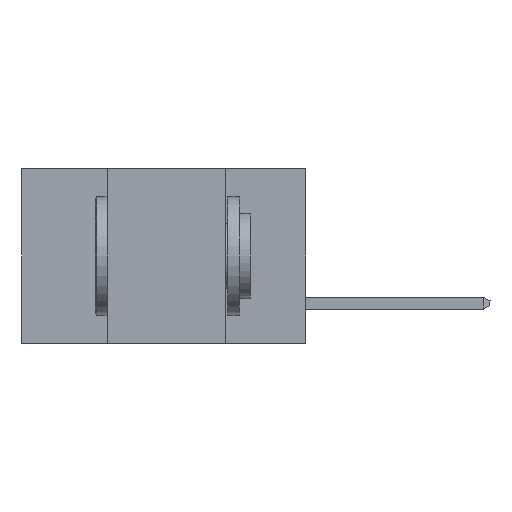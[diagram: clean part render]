
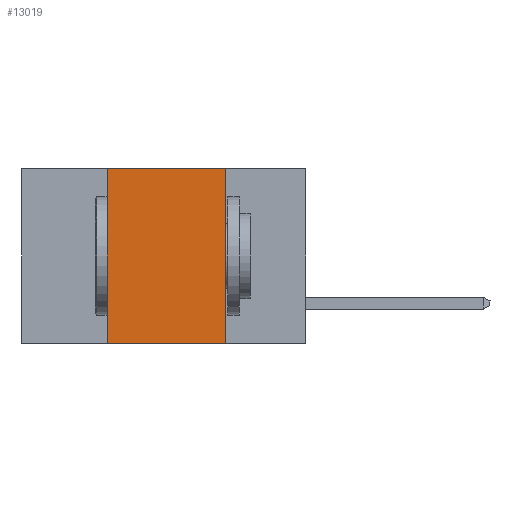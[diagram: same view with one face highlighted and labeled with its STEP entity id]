
A CAD part, left-side view. The second image highlights one B-rep face of the part: STEP entity #13019.
In plain terms, the highlighted planar face has unit normal (-1, 0, 0).
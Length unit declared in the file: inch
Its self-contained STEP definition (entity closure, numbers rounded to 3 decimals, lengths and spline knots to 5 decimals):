
#20 = VECTOR ( 'NONE', #10672, 39.37008 ) ;
#278 = VERTEX_POINT ( 'NONE', #18268 ) ;
#351 = ORIENTED_EDGE ( 'NONE', *, *, #15869, .F. ) ;
#2087 = AXIS2_PLACEMENT_3D ( 'NONE', #4082, #17787, #10326 ) ;
#2330 = PLANE ( 'NONE',  #2087 ) ;
#2979 = VERTEX_POINT ( 'NONE', #19821 ) ;
#3172 = LINE ( 'NONE', #9508, #13522 ) ;
#3352 = VECTOR ( 'NONE', #6019, 39.37008 ) ;
#3502 = ORIENTED_EDGE ( 'NONE', *, *, #12869, .T. ) ;
#4082 = CARTESIAN_POINT ( 'NONE',  ( 0., 0.6, 0. ) ) ;
#4508 = DIRECTION ( 'NONE',  ( 0., 0., -1. ) ) ;
#5807 = VERTEX_POINT ( 'NONE', #10036 ) ;
#5965 = EDGE_CURVE ( 'NONE', #2979, #5807, #6043, .T. ) ;
#6019 = DIRECTION ( 'NONE',  ( 0., 0., 1. ) ) ;
#6043 = LINE ( 'NONE', #19855, #9140 ) ;
#7915 = VERTEX_POINT ( 'NONE', #9681 ) ;
#8380 = FACE_OUTER_BOUND ( 'NONE', #13940, .T. ) ;
#8730 = LINE ( 'NONE', #18449, #20 ) ;
#9140 = VECTOR ( 'NONE', #4508, 39.37008 ) ;
#9508 = CARTESIAN_POINT ( 'NONE',  ( 0., 0.6, -0.37 ) ) ;
#9681 = CARTESIAN_POINT ( 'NONE',  ( 0., 0.42, 0. ) ) ;
#10036 = CARTESIAN_POINT ( 'NONE',  ( 0., 0.17, -0.37 ) ) ;
#10326 = DIRECTION ( 'NONE',  ( 0., 0., -1. ) ) ;
#10523 = CARTESIAN_POINT ( 'NONE',  ( 0., 0.42, -0.37 ) ) ;
#10672 = DIRECTION ( 'NONE',  ( 0., -1., 0. ) ) ;
#12869 = EDGE_CURVE ( 'NONE', #278, #5807, #3172, .T. ) ;
#13019 = ADVANCED_FACE ( 'NONE', ( #8380 ), #2330, .F. ) ;
#13522 = VECTOR ( 'NONE', #17385, 39.37008 ) ;
#13940 = EDGE_LOOP ( 'NONE', ( #17223, #351, #16607, #3502 ) ) ;
#15869 = EDGE_CURVE ( 'NONE', #7915, #2979, #8730, .T. ) ;
#16607 = ORIENTED_EDGE ( 'NONE', *, *, #18622, .F. ) ;
#16754 = LINE ( 'NONE', #10523, #3352 ) ;
#17223 = ORIENTED_EDGE ( 'NONE', *, *, #5965, .F. ) ;
#17385 = DIRECTION ( 'NONE',  ( 0., -1., 0. ) ) ;
#17787 = DIRECTION ( 'NONE',  ( 1., 0., 0. ) ) ;
#18268 = CARTESIAN_POINT ( 'NONE',  ( 0., 0.42, -0.37 ) ) ;
#18449 = CARTESIAN_POINT ( 'NONE',  ( 0., 0.6, 0. ) ) ;
#18622 = EDGE_CURVE ( 'NONE', #278, #7915, #16754, .T. ) ;
#19821 = CARTESIAN_POINT ( 'NONE',  ( 0., 0.17, 0. ) ) ;
#19855 = CARTESIAN_POINT ( 'NONE',  ( 0., 0.17, -0.37 ) ) ;
